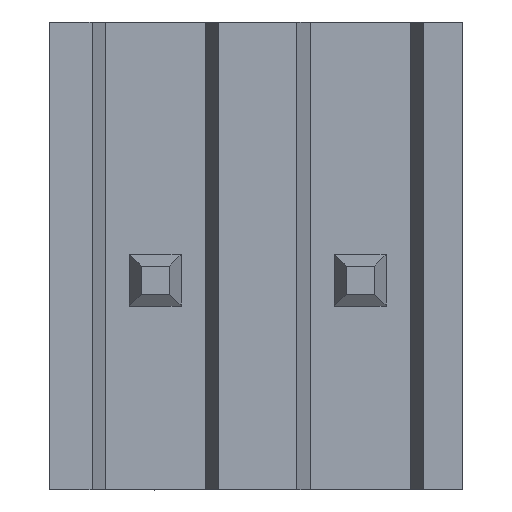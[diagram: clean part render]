
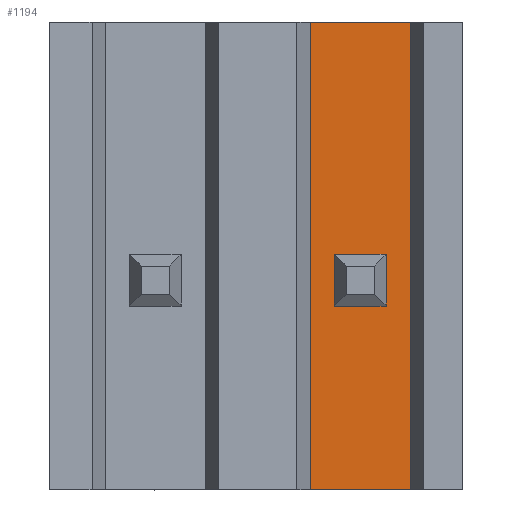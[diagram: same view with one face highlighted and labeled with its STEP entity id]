
A CAD part, front view. The second image highlights one B-rep face of the part: STEP entity #1194.
In plain terms, the highlighted planar face has unit normal (0, -1, 0).
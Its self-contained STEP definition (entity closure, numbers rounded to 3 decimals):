
#91 = EDGE_CURVE ( 'NONE', #1370, #1367, #1508, .T. ) ;
#95 = EDGE_CURVE ( 'NONE', #210, #208, #1518, .T. ) ;
#160 = VERTEX_POINT ( 'NONE', #653 ) ;
#186 = EDGE_LOOP ( 'NONE', ( #1267, #1276, #1018, #1029 ) ) ;
#190 = VERTEX_POINT ( 'NONE', #576 ) ;
#196 = EDGE_LOOP ( 'NONE', ( #1041, #1028, #1036, #1031 ) ) ;
#208 = VERTEX_POINT ( 'NONE', #886 ) ;
#210 = VERTEX_POINT ( 'NONE', #884 ) ;
#237 = VERTEX_POINT ( 'NONE', #785 ) ;
#292 = CARTESIAN_POINT ( 'NONE',  ( 34.753, 42.736, -5.8 ) ) ;
#295 = CARTESIAN_POINT ( 'NONE',  ( 35.998, 42.736, -5.8 ) ) ;
#307 = CARTESIAN_POINT ( 'NONE',  ( 35.055, 42.736, -3.52 ) ) ;
#342 = DIRECTION ( 'NONE',  ( 0., 0., 1. ) ) ;
#343 = CARTESIAN_POINT ( 'NONE',  ( 35.998, 42.736, -10. ) ) ;
#344 = DIRECTION ( 'NONE',  ( 0., 0., 1. ) ) ;
#345 = CARTESIAN_POINT ( 'NONE',  ( 35.055, 42.736, -10. ) ) ;
#346 = DIRECTION ( 'NONE',  ( -1., 0., 0. ) ) ;
#347 = CARTESIAN_POINT ( 'NONE',  ( 34.753, 42.736, -3.52 ) ) ;
#348 = DIRECTION ( 'NONE',  ( 0., 0., -1. ) ) ;
#349 = DIRECTION ( 'NONE',  ( 1., 0., 0. ) ) ;
#351 = CARTESIAN_POINT ( 'NONE',  ( 34.753, 42.736, -2.88 ) ) ;
#352 = DIRECTION ( 'NONE',  ( 0., 0., 1. ) ) ;
#353 = CARTESIAN_POINT ( 'NONE',  ( 34.753, 42.736, -10. ) ) ;
#377 = CARTESIAN_POINT ( 'NONE',  ( 35.695, 42.736, -10. ) ) ;
#399 = DIRECTION ( 'NONE',  ( 0., 0., 1. ) ) ;
#401 = PLANE ( 'NONE',  #1436 ) ;
#403 = CARTESIAN_POINT ( 'NONE',  ( 34.753, 42.736, -10. ) ) ;
#406 = DIRECTION ( 'NONE',  ( 0., 1., 0. ) ) ;
#576 = CARTESIAN_POINT ( 'NONE',  ( 35.055, 42.736, -2.88 ) ) ;
#653 = CARTESIAN_POINT ( 'NONE',  ( 35.695, 42.736, -2.88 ) ) ;
#716 = DIRECTION ( 'NONE',  ( -1., 0., 0. ) ) ;
#732 = CARTESIAN_POINT ( 'NONE',  ( 34.753, 42.736, 0. ) ) ;
#736 = DIRECTION ( 'NONE',  ( 1., 0., 0. ) ) ;
#785 = CARTESIAN_POINT ( 'NONE',  ( 35.695, 42.736, -3.52 ) ) ;
#884 = CARTESIAN_POINT ( 'NONE',  ( 35.998, 42.736, 0. ) ) ;
#886 = CARTESIAN_POINT ( 'NONE',  ( 34.753, 42.736, 0. ) ) ;
#915 = CARTESIAN_POINT ( 'NONE',  ( 31.523, 42.736, -5.8 ) ) ;
#939 = FACE_BOUND ( 'NONE', #186, .T. ) ;
#941 = FACE_OUTER_BOUND ( 'NONE', #196, .T. ) ;
#965 = LINE ( 'NONE', #377, #980 ) ;
#973 = LINE ( 'NONE', #353, #976 ) ;
#975 = LINE ( 'NONE', #351, #978 ) ;
#976 = VECTOR ( 'NONE', #352, 1000. ) ;
#978 = VECTOR ( 'NONE', #349, 1000. ) ;
#979 = LINE ( 'NONE', #347, #982 ) ;
#980 = VECTOR ( 'NONE', #348, 1000. ) ;
#981 = LINE ( 'NONE', #345, #984 ) ;
#982 = VECTOR ( 'NONE', #346, 1000. ) ;
#983 = LINE ( 'NONE', #343, #986 ) ;
#984 = VECTOR ( 'NONE', #344, 1000. ) ;
#986 = VECTOR ( 'NONE', #342, 1000. ) ;
#1018 = ORIENTED_EDGE ( 'NONE', *, *, #1221, .T. ) ;
#1028 = ORIENTED_EDGE ( 'NONE', *, *, #1223, .T. ) ;
#1029 = ORIENTED_EDGE ( 'NONE', *, *, #1222, .T. ) ;
#1031 = ORIENTED_EDGE ( 'NONE', *, *, #1218, .F. ) ;
#1036 = ORIENTED_EDGE ( 'NONE', *, *, #95, .T. ) ;
#1041 = ORIENTED_EDGE ( 'NONE', *, *, #91, .T. ) ;
#1194 = ADVANCED_FACE ( 'NONE', ( #939, #941 ), #401, .F. ) ;
#1218 = EDGE_CURVE ( 'NONE', #1370, #208, #973, .T. ) ;
#1219 = EDGE_CURVE ( 'NONE', #190, #160, #975, .T. ) ;
#1220 = EDGE_CURVE ( 'NONE', #160, #237, #965, .T. ) ;
#1221 = EDGE_CURVE ( 'NONE', #237, #1354, #979, .T. ) ;
#1222 = EDGE_CURVE ( 'NONE', #1354, #190, #981, .T. ) ;
#1223 = EDGE_CURVE ( 'NONE', #1367, #210, #983, .T. ) ;
#1267 = ORIENTED_EDGE ( 'NONE', *, *, #1219, .T. ) ;
#1276 = ORIENTED_EDGE ( 'NONE', *, *, #1220, .T. ) ;
#1354 = VERTEX_POINT ( 'NONE', #307 ) ;
#1367 = VERTEX_POINT ( 'NONE', #295 ) ;
#1370 = VERTEX_POINT ( 'NONE', #292 ) ;
#1436 = AXIS2_PLACEMENT_3D ( 'NONE', #403, #406, #399 ) ;
#1508 = LINE ( 'NONE', #915, #1513 ) ;
#1513 = VECTOR ( 'NONE', #736, 1000. ) ;
#1518 = LINE ( 'NONE', #732, #1521 ) ;
#1521 = VECTOR ( 'NONE', #716, 1000. ) ;
